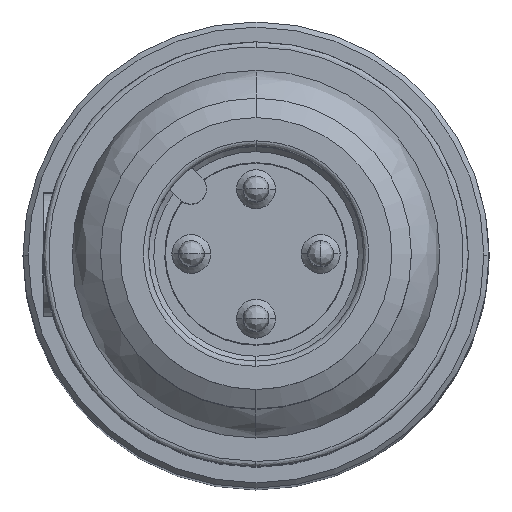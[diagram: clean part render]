
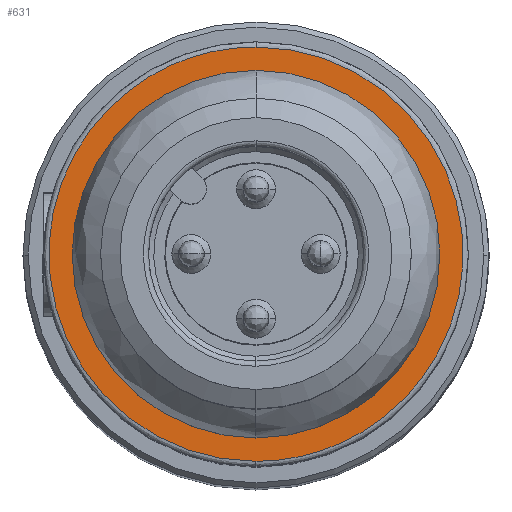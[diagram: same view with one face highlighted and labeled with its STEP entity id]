
A CAD part, top view. The second image highlights one B-rep face of the part: STEP entity #631.
In plain terms, the highlighted planar face has unit normal (0, 0, 1).
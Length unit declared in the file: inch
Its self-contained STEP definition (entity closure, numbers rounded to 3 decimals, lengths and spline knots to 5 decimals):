
#134 = CARTESIAN_POINT ( 'NONE',  ( 0.00343, 0.31496, 2.42913 ) ) ;
#209 = EDGE_CURVE ( 'NONE', #1853, #2006, #5124, .T. ) ;
#338 = VERTEX_POINT ( 'NONE', #134 ) ;
#342 = CARTESIAN_POINT ( 'NONE',  ( 0.63335, -0.31496, 2.42913 ) ) ;
#570 = EDGE_LOOP ( 'NONE', ( #5362, #2587 ) ) ;
#631 = ADVANCED_FACE ( 'NONE', ( #4918, #2125 ), #1543, .F. ) ;
#668 = CARTESIAN_POINT ( 'NONE',  ( 0.00343, -0.31496, 2.42913 ) ) ;
#759 = DIRECTION ( 'NONE',  ( 0., 0., -1. ) ) ;
#787 = VERTEX_POINT ( 'NONE', #668 ) ;
#1543 = PLANE ( 'NONE',  #2005 ) ;
#1559 = EDGE_CURVE ( 'NONE', #338, #787, #5046, .T. ) ;
#1615 = CARTESIAN_POINT ( 'NONE',  ( 0.00343, 0.31496, 2.42913 ) ) ;
#1743 = DIRECTION ( 'NONE',  ( 0., 1., 0. ) ) ;
#1853 = VERTEX_POINT ( 'NONE', #4017 ) ;
#2005 = AXIS2_PLACEMENT_3D ( 'NONE', #2788, #759, #2356 ) ;
#2006 = VERTEX_POINT ( 'NONE', #4676 ) ;
#2030 = CARTESIAN_POINT ( 'NONE',  ( -0.62649, -0.31496, 2.42913 ) ) ;
#2061 = AXIS2_PLACEMENT_3D ( 'NONE', #3893, #3000, #1743 ) ;
#2125 = FACE_OUTER_BOUND ( 'NONE', #3366, .T. ) ;
#2356 = DIRECTION ( 'NONE',  ( 0., -1., 0. ) ) ;
#2587 = ORIENTED_EDGE ( 'NONE', *, *, #3744, .F. ) ;
#2761 = CARTESIAN_POINT ( 'NONE',  ( 0.00343, 0.31496, 2.42913 ) ) ;
#2788 = CARTESIAN_POINT ( 'NONE',  ( 0.00343, -0.27953, 2.42913 ) ) ;
#2911 = CARTESIAN_POINT ( 'NONE',  ( 0.00343, 0., 2.42913 ) ) ;
#3000 = DIRECTION ( 'NONE',  ( 0., 0., 1. ) ) ;
#3194 = ORIENTED_EDGE ( 'NONE', *, *, #4619, .F. ) ;
#3366 = EDGE_LOOP ( 'NONE', ( #3194, #4395 ) ) ;
#3419 = DIRECTION ( 'NONE',  ( 0., 0., 1. ) ) ;
#3637 = CARTESIAN_POINT ( 'NONE',  ( 0.63335, 0.31496, 2.42913 ) ) ;
#3744 = EDGE_CURVE ( 'NONE', #2006, #1853, #4703, .T. ) ;
#3893 = CARTESIAN_POINT ( 'NONE',  ( 0.00343, 0., 2.42913 ) ) ;
#4017 = CARTESIAN_POINT ( 'NONE',  ( 0.00343, 0.27953, 2.42913 ) ) ;
#4270 = DIRECTION ( 'NONE',  ( 0., 1., 0. ) ) ;
#4395 = ORIENTED_EDGE ( 'NONE', *, *, #1559, .F. ) ;
#4527 = CARTESIAN_POINT ( 'NONE',  ( 0.00343, -0.31496, 2.42913 ) ) ;
#4619 = EDGE_CURVE ( 'NONE', #787, #338, #4816, .T. ) ;
#4676 = CARTESIAN_POINT ( 'NONE',  ( 0.00343, -0.27953, 2.42913 ) ) ;
#4703 = CIRCLE ( 'NONE', #2061, 0.27953 ) ;
#4742 = AXIS2_PLACEMENT_3D ( 'NONE', #2911, #3419, #4270 ) ;
#4816 =( BOUNDED_CURVE ( )  B_SPLINE_CURVE ( 3, ( #4527, #2030, #5402, #1615 ),
 .UNSPECIFIED., .F., .F. ) 
 B_SPLINE_CURVE_WITH_KNOTS ( ( 4, 4 ),
 ( 0., 0.5 ),
 .UNSPECIFIED. ) 
 CURVE ( )  GEOMETRIC_REPRESENTATION_ITEM ( )  RATIONAL_B_SPLINE_CURVE ( ( 1., 0.333, 0.333, 1. ) ) 
 REPRESENTATION_ITEM ( '' )  );
#4918 = FACE_BOUND ( 'NONE', #570, .T. ) ;
#5022 = CARTESIAN_POINT ( 'NONE',  ( 0.00343, -0.31496, 2.42913 ) ) ;
#5046 =( BOUNDED_CURVE ( )  B_SPLINE_CURVE ( 3, ( #2761, #3637, #342, #5022 ),
 .UNSPECIFIED., .F., .F. ) 
 B_SPLINE_CURVE_WITH_KNOTS ( ( 4, 4 ),
 ( 0.5, 1. ),
 .UNSPECIFIED. ) 
 CURVE ( )  GEOMETRIC_REPRESENTATION_ITEM ( )  RATIONAL_B_SPLINE_CURVE ( ( 1., 0.333, 0.333, 1. ) ) 
 REPRESENTATION_ITEM ( '' )  );
#5124 = CIRCLE ( 'NONE', #4742, 0.27953 ) ;
#5362 = ORIENTED_EDGE ( 'NONE', *, *, #209, .F. ) ;
#5402 = CARTESIAN_POINT ( 'NONE',  ( -0.62649, 0.31496, 2.42913 ) ) ;
